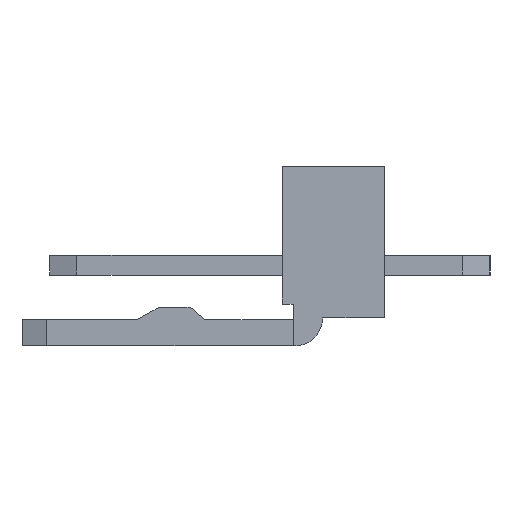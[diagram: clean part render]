
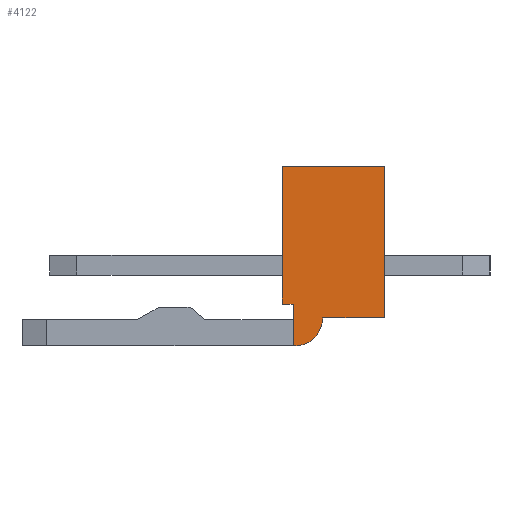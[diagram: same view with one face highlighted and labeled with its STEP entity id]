
A CAD part, left-side view. The second image highlights one B-rep face of the part: STEP entity #4122.
In plain terms, the highlighted planar face has unit normal (-1, 0, 0).
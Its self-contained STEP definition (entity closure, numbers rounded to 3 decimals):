
#1=DIRECTION('',(0.,0.,1.));
#2=VECTOR('',#1,1.35);
#3=CARTESIAN_POINT('',(-16.,1.3,-2.85));
#4=LINE('',#3,#2);
#5=DIRECTION('',(0.,-1.,0.));
#6=VECTOR('',#5,0.35);
#7=CARTESIAN_POINT('',(-16.,1.65,-1.5));
#8=LINE('',#7,#6);
#9=DIRECTION('',(0.,0.,1.));
#10=VECTOR('',#9,4.45);
#11=CARTESIAN_POINT('',(-16.,1.65,-1.5));
#12=LINE('',#11,#10);
#13=DIRECTION('',(0.,-1.,0.));
#14=VECTOR('',#13,3.3);
#15=CARTESIAN_POINT('',(-16.,1.65,2.95));
#16=LINE('',#15,#14);
#17=DIRECTION('',(0.,0.,-1.));
#18=VECTOR('',#17,4.9);
#19=CARTESIAN_POINT('',(-16.,-1.65,2.95));
#20=LINE('',#19,#18);
#21=DIRECTION('',(0.,1.,0.));
#22=VECTOR('',#21,2.);
#23=CARTESIAN_POINT('',(-16.,-1.65,-1.95));
#24=LINE('',#23,#22);
#25=CARTESIAN_POINT('',(-16.,1.25,-1.95));
#26=DIRECTION('',(1.,0.,0.));
#27=DIRECTION('',(0.,-1.,0.));
#28=AXIS2_PLACEMENT_3D('',#25,#26,#27);
#30=DIRECTION('',(0.,1.,0.));
#31=VECTOR('',#30,0.05);
#32=CARTESIAN_POINT('',(-16.,1.25,-2.85));
#33=LINE('',#32,#31);
#3075=CARTESIAN_POINT('',(-16.,1.65,2.95));
#3076=CARTESIAN_POINT('',(-16.,-1.65,2.95));
#3077=VERTEX_POINT('',#3075);
#3078=VERTEX_POINT('',#3076);
#3079=CARTESIAN_POINT('',(-16.,-1.65,-1.95));
#3080=VERTEX_POINT('',#3079);
#3081=CARTESIAN_POINT('',(-16.,0.35,-1.95));
#3082=VERTEX_POINT('',#3081);
#3083=CARTESIAN_POINT('',(-16.,1.25,-2.85));
#3084=VERTEX_POINT('',#3083);
#4071=CARTESIAN_POINT('',(-16.,1.3,-2.85));
#4072=CARTESIAN_POINT('',(-16.,1.3,-1.5));
#4073=VERTEX_POINT('',#4071);
#4074=VERTEX_POINT('',#4072);
#4079=CARTESIAN_POINT('',(-16.,1.65,-1.5));
#4081=VERTEX_POINT('',#4079);
#4099=CARTESIAN_POINT('',(-16.,0.,0.));
#4100=DIRECTION('',(1.,0.,0.));
#4101=DIRECTION('',(0.,0.,-1.));
#4102=AXIS2_PLACEMENT_3D('',#4099,#4100,#4101);
#4103=PLANE('',#4102);
#4105=ORIENTED_EDGE('',*,*,#4104,.T.);
#4107=ORIENTED_EDGE('',*,*,#4106,.F.);
#4109=ORIENTED_EDGE('',*,*,#4108,.T.);
#4111=ORIENTED_EDGE('',*,*,#4110,.T.);
#4113=ORIENTED_EDGE('',*,*,#4112,.T.);
#4115=ORIENTED_EDGE('',*,*,#4114,.T.);
#4117=ORIENTED_EDGE('',*,*,#4116,.T.);
#4119=ORIENTED_EDGE('',*,*,#4118,.T.);
#4120=EDGE_LOOP('',(#4105,#4107,#4109,#4111,#4113,#4115,#4117,#4119));
#4121=FACE_OUTER_BOUND('',#4120,.F.);
#4122=ADVANCED_FACE('',(#4121),#4103,.F.);
#29=CIRCLE('',#28,0.9);
#4104=EDGE_CURVE('',#4073,#4074,#4,.T.);
#4106=EDGE_CURVE('',#4081,#4074,#8,.T.);
#4108=EDGE_CURVE('',#4081,#3077,#12,.T.);
#4110=EDGE_CURVE('',#3077,#3078,#16,.T.);
#4112=EDGE_CURVE('',#3078,#3080,#20,.T.);
#4114=EDGE_CURVE('',#3080,#3082,#24,.T.);
#4116=EDGE_CURVE('',#3082,#3084,#29,.T.);
#4118=EDGE_CURVE('',#3084,#4073,#33,.T.);
